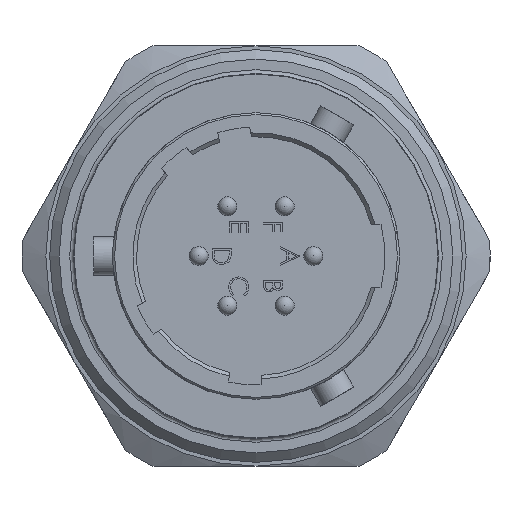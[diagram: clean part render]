
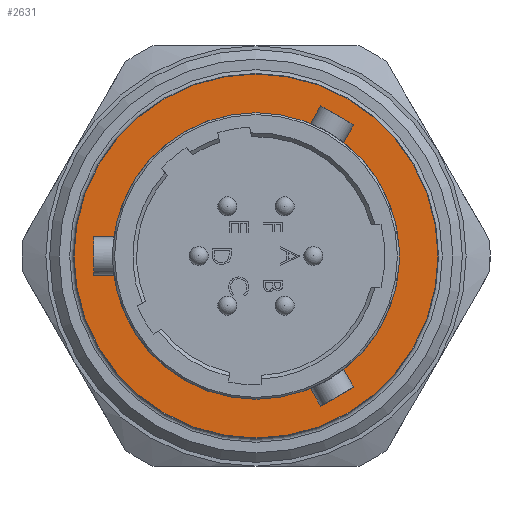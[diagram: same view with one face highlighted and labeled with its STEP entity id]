
A CAD part, front view. The second image highlights one B-rep face of the part: STEP entity #2631.
In plain terms, the highlighted planar face has unit normal (0, -1, 0).
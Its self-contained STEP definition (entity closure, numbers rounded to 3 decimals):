
#1 = DIRECTION ( 'NONE',  ( 0., -1., 0. ) ) ;
#391 = FACE_OUTER_BOUND ( 'NONE', #5169, .T. ) ;
#453 = DIRECTION ( 'NONE',  ( 0., 1., 0. ) ) ;
#627 = FACE_BOUND ( 'NONE', #6671, .T. ) ;
#1530 = CIRCLE ( 'NONE', #8263, 7.5 ) ;
#1709 = CARTESIAN_POINT ( 'NONE',  ( 7.5, -47.753, 0. ) ) ;
#1789 = PLANE ( 'NONE',  #7124 ) ;
#1807 = CARTESIAN_POINT ( 'NONE',  ( 0., -47.753, 0. ) ) ;
#2475 = DIRECTION ( 'NONE',  ( 1., 0., 0. ) ) ;
#2631 = ADVANCED_FACE ( 'NONE', ( #627, #391 ), #1789, .F. ) ;
#2986 = CARTESIAN_POINT ( 'NONE',  ( 9.525, -47.753, 0. ) ) ;
#3218 = EDGE_CURVE ( 'NONE', #6909, #6909, #4551, .T. ) ;
#3909 = ORIENTED_EDGE ( 'NONE', *, *, #3218, .T. ) ;
#3993 = CARTESIAN_POINT ( 'NONE',  ( 0., -47.753, 0. ) ) ;
#4385 = CARTESIAN_POINT ( 'NONE',  ( -7.5, -47.753, 0. ) ) ;
#4551 = CIRCLE ( 'NONE', #5463, 9.525 ) ;
#4628 = DIRECTION ( 'NONE',  ( 1., 0., 0. ) ) ;
#4946 = EDGE_CURVE ( 'NONE', #8133, #8133, #1530, .T. ) ;
#5007 = DIRECTION ( 'NONE',  ( -1., 0., 0. ) ) ;
#5169 = EDGE_LOOP ( 'NONE', ( #3909 ) ) ;
#5463 = AXIS2_PLACEMENT_3D ( 'NONE', #1807, #6270, #2475 ) ;
#6270 = DIRECTION ( 'NONE',  ( 0., -1., 0. ) ) ;
#6581 = ORIENTED_EDGE ( 'NONE', *, *, #4946, .F. ) ;
#6671 = EDGE_LOOP ( 'NONE', ( #6581 ) ) ;
#6909 = VERTEX_POINT ( 'NONE', #2986 ) ;
#7124 = AXIS2_PLACEMENT_3D ( 'NONE', #4385, #453, #5007 ) ;
#8133 = VERTEX_POINT ( 'NONE', #1709 ) ;
#8263 = AXIS2_PLACEMENT_3D ( 'NONE', #3993, #1, #4628 ) ;
